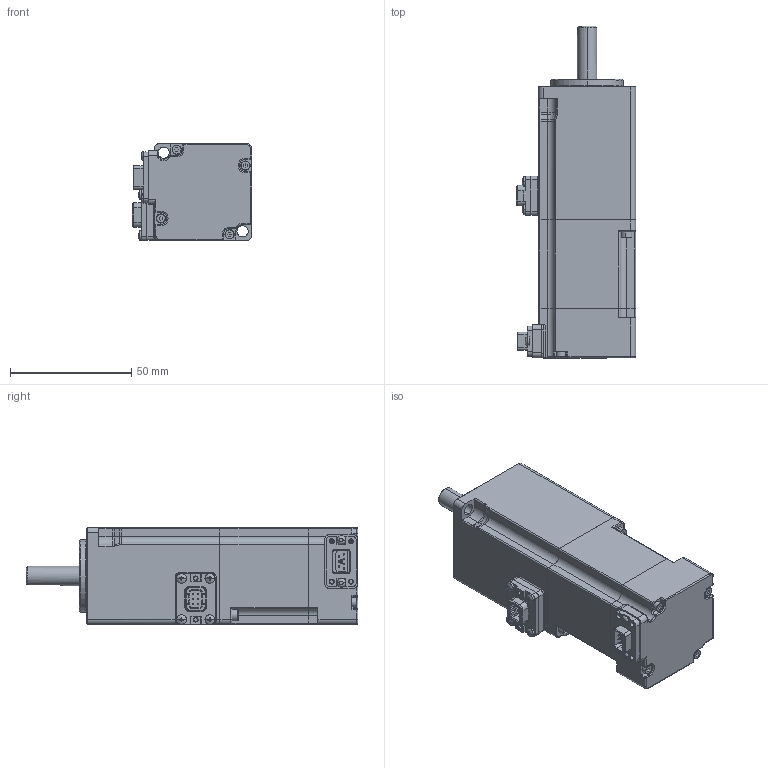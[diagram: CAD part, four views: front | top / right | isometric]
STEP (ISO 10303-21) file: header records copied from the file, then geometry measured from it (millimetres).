
FILE_DESCRIPTION (( 'STEP AP203' ), '1' );
FILE_NAME ('MS6H-40TH30BZ3-20P1-S.STEP', '2024-07-29T00:47:05', ( '' ), ( '' ), 'SwSTEP 2.0', 'SolidWorks 2022', '' );
FILE_SCHEMA (( 'CONFIG_CONTROL_DESIGN' ));
Length unit declared in the file: millimetre
Products named in the file (1): MS6H-40TH30BZ3-20P1-S
Bounding box: 49.2 x 137 x 40 mm (x, y, z)
Surface area: 24502.5 mm2 (no closed solid volume)
Topology: 0 solids, 23 shells, 687 faces, 2176 edges, 1484 vertices
Faces by surface type: plane 353, cylinder 219, torus 53, cone 30, sphere 17, bspline 15
Entity records: 24785 total; most frequent: CARTESIAN_POINT 5661, DIRECTION 4081, ORIENTED_EDGE 3551, EDGE_CURVE 2167, VERTEX_POINT 1484, LINE 1421, VECTOR 1421, AXIS2_PLACEMENT_3D 1330
